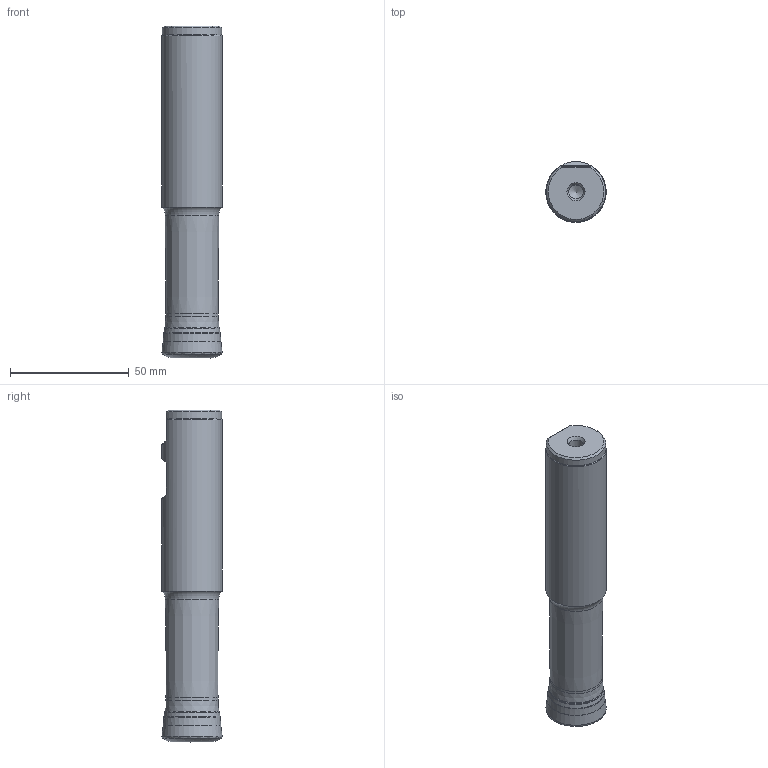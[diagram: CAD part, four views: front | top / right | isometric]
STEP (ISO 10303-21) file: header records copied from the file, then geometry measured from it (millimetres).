
FILE_DESCRIPTION(/* description */ (''),/* implementation_level */ '2;1');
FILE_NAME(/* name */ 'EHF-ENMX09-D100Z2W100-L550I.stp',/* time_stamp */ '2021-10-07T09:57:39+09:00',/* author */ (''),/* organization */ (''),/* preprocessor_version */ 'ST-DEVELOPER v16',/* originating_system */ 'SIEMENS PLM Software NX 10.0',/* authorisation */ '');
FILE_SCHEMA (('AP203_CONFIGURATION_CONTROLLED_3D_DESIGN_OF_MECHANICAL_PARTS_AND_ASSEMBLIES_MIM_LF { 1 0 10303 403 2 1 2}'));
Length unit declared in the file: millimetre
Products named in the file (1): 120185C07CB1h81g
Bounding box: 25.4 x 25.4 x 139.72 mm (x, y, z)
Volume: 60454.1 mm3; surface area: 13584.6 mm2
Topology: 1 solids, 1 shells, 51 faces, 134 edges, 87 vertices
Faces by surface type: revolution 25, plane 9, cone 7, cylinder 7, torus 2, bspline 1
Full cylindrical faces by diameter (mm): 1.5 x1, 6 x1, 25.4 x1
Entity records: 1420 total; most frequent: CARTESIAN_POINT 389, DIRECTION 185, ORIENTED_EDGE 136, EDGE_LOOP 89, FACE_BOUND 77, AXIS2_PLACEMENT_3D 71, EDGE_CURVE 68, VERTEX_POINT 58
